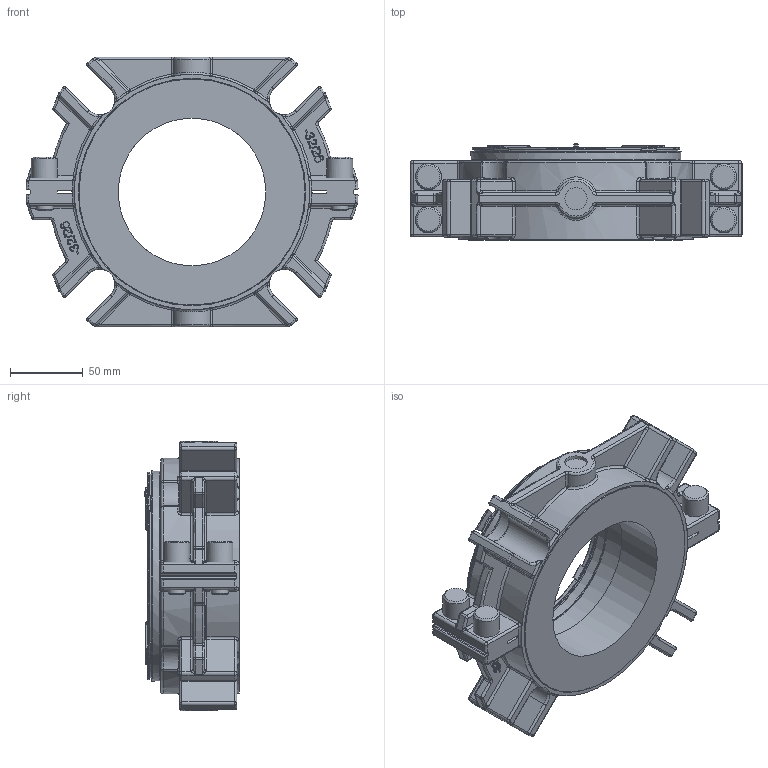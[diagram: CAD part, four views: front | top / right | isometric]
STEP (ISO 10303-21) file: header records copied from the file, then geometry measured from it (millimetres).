
FILE_DESCRIPTION(/* description */ ('Unknown'),/* implementation_level */ '2;1');
FILE_NAME(/* name */ '4.000 RDSX -32_26 SEAL ARRANGEMENT',/* time_stamp */ '2023-02-14T16:07:07-05:00',/* author */ ('Unknown'),/* organization */ ('Unknown'),/* preprocessor_version */ 'ST-DEVELOPER v16.7',/* originating_system */ 'Solid Edge',/* authorisation */ 'Unknown');
FILE_SCHEMA (('AUTOMOTIVE_DESIGN {1 0 10303 214 3 1 1}'));
Length unit declared in the file: millimetre
Products named in the file (1): 3121557
Bounding box: 228.54 x 66.04 x 185.37 mm (x, y, z)
Volume: 960977.3 mm3; surface area: 138216.9 mm2
Topology: 1 solids, 3 shells, 1213 faces, 3069 edges, 1820 vertices
Faces by surface type: cylinder 375, plane 317, torus 225, bspline 194, sphere 80, cone 22
Full cylindrical faces by diameter (mm): 2.667 x1, 3.175 x2, 3.581 x27, 4.7 x28, 12 x8, 15.342 x2, 18 x4, 101.6 x1, 107.315 x1, 140.335 x1, 144.78 x1, 155.575 x1, 156.083 x1
Entity records: 37874 total; most frequent: CARTESIAN_POINT 10745, DIRECTION 5774, ORIENTED_EDGE 5542, EDGE_CURVE 2771, AXIS2_PLACEMENT_3D 2420, VERTEX_POINT 1703, EDGE_LOOP 1426, FACE_BOUND 1426
